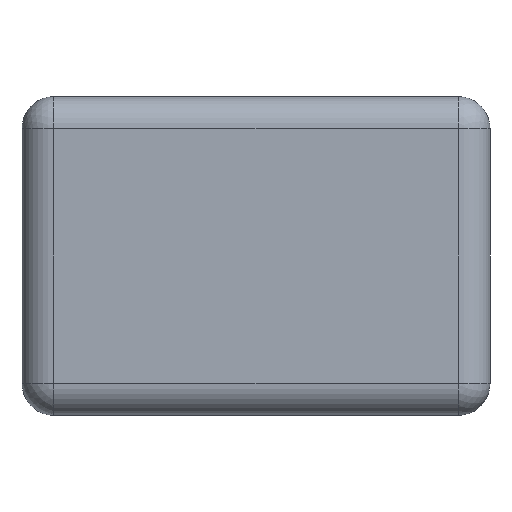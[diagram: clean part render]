
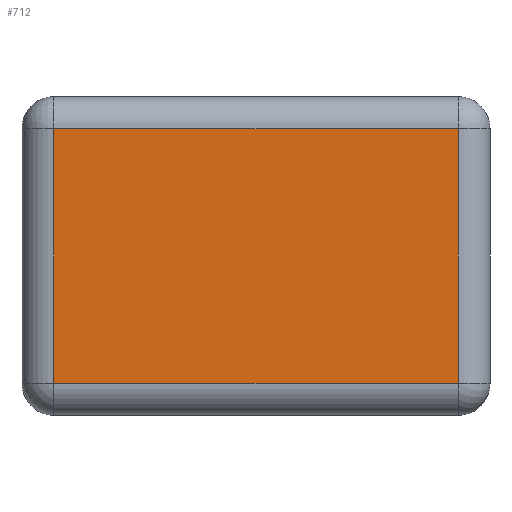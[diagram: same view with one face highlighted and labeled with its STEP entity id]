
A CAD part, left-side view. The second image highlights one B-rep face of the part: STEP entity #712.
In plain terms, the highlighted planar face has unit normal (-1, 0, 0).
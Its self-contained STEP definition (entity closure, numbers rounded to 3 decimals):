
#22=PLANE('',#834);
#53=LINE('',#1249,#101);
#55=LINE('',#1252,#103);
#62=LINE('',#1262,#110);
#66=LINE('',#1268,#114);
#101=VECTOR('',#1025,10.);
#103=VECTOR('',#1029,10.);
#110=VECTOR('',#1042,10.);
#114=VECTOR('',#1050,10.);
#196=FACE_OUTER_BOUND('',#246,.T.);
#246=EDGE_LOOP('',(#641,#642,#643,#644));
#312=VERTEX_POINT('',#1117);
#317=VERTEX_POINT('',#1129);
#322=VERTEX_POINT('',#1145);
#329=VERTEX_POINT('',#1160);
#429=EDGE_CURVE('',#322,#329,#53,.T.);
#431=EDGE_CURVE('',#329,#317,#55,.T.);
#438=EDGE_CURVE('',#312,#322,#62,.T.);
#442=EDGE_CURVE('',#317,#312,#66,.T.);
#641=ORIENTED_EDGE('',*,*,#429,.F.);
#642=ORIENTED_EDGE('',*,*,#438,.F.);
#643=ORIENTED_EDGE('',*,*,#442,.F.);
#644=ORIENTED_EDGE('',*,*,#431,.F.);
#712=ADVANCED_FACE('',(#196),#22,.T.);
#834=AXIS2_PLACEMENT_3D('',#1291,#1085,#1086);
#1025=DIRECTION('',(0.,0.,-1.));
#1029=DIRECTION('',(0.,1.,0.));
#1042=DIRECTION('',(0.,-1.,0.));
#1050=DIRECTION('',(0.,0.,1.));
#1085=DIRECTION('center_axis',(-1.,0.,0.));
#1086=DIRECTION('ref_axis',(0.,-1.,0.));
#1117=CARTESIAN_POINT('',(0.,12.319,8.1));
#1129=CARTESIAN_POINT('',(0.,12.319,0.9));
#1145=CARTESIAN_POINT('',(0.,0.9,8.1));
#1160=CARTESIAN_POINT('',(0.,0.9,0.9));
#1249=CARTESIAN_POINT('',(0.,0.9,0.));
#1252=CARTESIAN_POINT('',(0.,9.914,0.9));
#1262=CARTESIAN_POINT('',(0.,9.914,8.1));
#1268=CARTESIAN_POINT('',(0.,12.319,0.));
#1291=CARTESIAN_POINT('Origin',(0.,13.219,0.));
